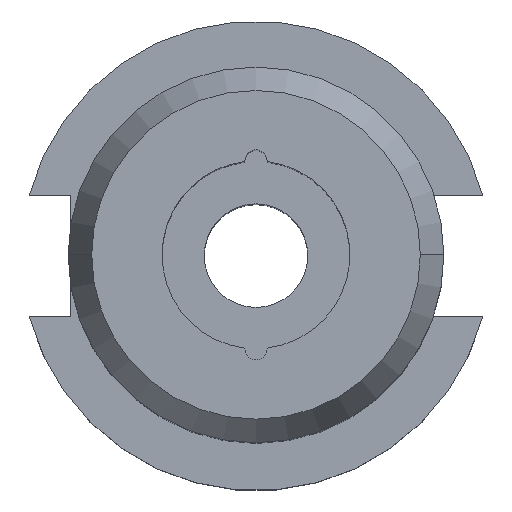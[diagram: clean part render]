
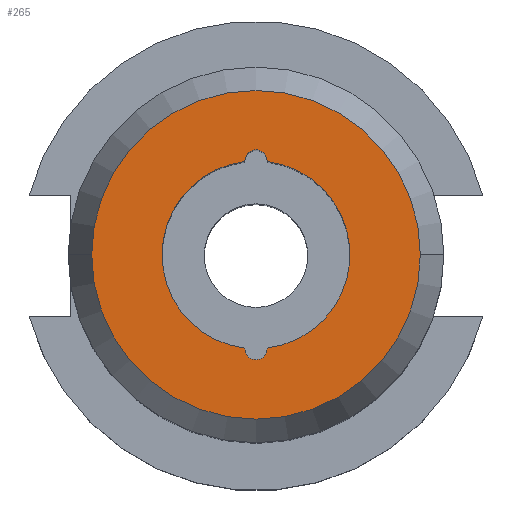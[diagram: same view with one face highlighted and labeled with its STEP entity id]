
A CAD part, top view. The second image highlights one B-rep face of the part: STEP entity #265.
In plain terms, the highlighted planar face has unit normal (0, 0, 1).
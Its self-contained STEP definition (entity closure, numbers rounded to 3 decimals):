
#6 = DIRECTION ( 'NONE',  ( 0., 0., 1. ) ) ;
#25 = ORIENTED_EDGE ( 'NONE', *, *, #1452, .F. ) ;
#40 = VERTEX_POINT ( 'NONE', #946 ) ;
#49 = CIRCLE ( 'NONE', #276, 1.5 ) ;
#64 = DIRECTION ( 'NONE',  ( 0., 0., -1. ) ) ;
#90 = VERTEX_POINT ( 'NONE', #803 ) ;
#111 = AXIS2_PLACEMENT_3D ( 'NONE', #423, #168, #304 ) ;
#137 = AXIS2_PLACEMENT_3D ( 'NONE', #552, #1553, #682 ) ;
#140 = PLANE ( 'NONE',  #1366 ) ;
#152 = DIRECTION ( 'NONE',  ( 0., 0., 1. ) ) ;
#168 = DIRECTION ( 'NONE',  ( 0., 0., 1. ) ) ;
#199 = EDGE_CURVE ( 'NONE', #1212, #90, #365, .T. ) ;
#202 = ORIENTED_EDGE ( 'NONE', *, *, #1092, .T. ) ;
#215 = CIRCLE ( 'NONE', #500, 1.5 ) ;
#228 = CARTESIAN_POINT ( 'NONE',  ( 1.5, 12.7, 101.6 ) ) ;
#264 = EDGE_CURVE ( 'NONE', #1620, #1331, #215, .T. ) ;
#265 = ADVANCED_FACE ( 'NONE', ( #702, #1014 ), #140, .F. ) ;
#276 = AXIS2_PLACEMENT_3D ( 'NONE', #1043, #1350, #624 ) ;
#304 = DIRECTION ( 'NONE',  ( 1., 0., 0. ) ) ;
#332 = VERTEX_POINT ( 'NONE', #1557 ) ;
#336 = DIRECTION ( 'NONE',  ( 0., 0., 1. ) ) ;
#347 = VERTEX_POINT ( 'NONE', #607 ) ;
#365 = CIRCLE ( 'NONE', #530, 12.7 ) ;
#383 = CIRCLE ( 'NONE', #137, 22.225 ) ;
#387 = CIRCLE ( 'NONE', #1528, 12.7 ) ;
#412 = EDGE_CURVE ( 'NONE', #40, #347, #1454, .T. ) ;
#423 = CARTESIAN_POINT ( 'NONE',  ( 0., -12.7, 101.6 ) ) ;
#424 = CARTESIAN_POINT ( 'NONE',  ( 0., 12.7, 101.6 ) ) ;
#462 = DIRECTION ( 'NONE',  ( 1., 0., 0. ) ) ;
#471 = CARTESIAN_POINT ( 'NONE',  ( 0., 0., 101.6 ) ) ;
#477 = DIRECTION ( 'NONE',  ( 0., 0., 1. ) ) ;
#486 = DIRECTION ( 'NONE',  ( -1., 0., 0. ) ) ;
#493 = DIRECTION ( 'NONE',  ( 1., 0., 0. ) ) ;
#500 = AXIS2_PLACEMENT_3D ( 'NONE', #424, #152, #1153 ) ;
#530 = AXIS2_PLACEMENT_3D ( 'NONE', #1080, #64, #1215 ) ;
#532 = CIRCLE ( 'NONE', #689, 22.225 ) ;
#552 = CARTESIAN_POINT ( 'NONE',  ( 0., 0., 101.6 ) ) ;
#569 = VERTEX_POINT ( 'NONE', #1242 ) ;
#607 = CARTESIAN_POINT ( 'NONE',  ( 1.497, -12.611, 101.6 ) ) ;
#624 = DIRECTION ( 'NONE',  ( 1., 0., 0. ) ) ;
#641 = EDGE_LOOP ( 'NONE', ( #202, #1070, #1756, #25, #1240, #661, #1386, #1465, #843 ) ) ;
#661 = ORIENTED_EDGE ( 'NONE', *, *, #199, .T. ) ;
#682 = DIRECTION ( 'NONE',  ( 1., 0., 0. ) ) ;
#686 = VERTEX_POINT ( 'NONE', #1424 ) ;
#689 = AXIS2_PLACEMENT_3D ( 'NONE', #471, #336, #493 ) ;
#702 = FACE_BOUND ( 'NONE', #641, .T. ) ;
#727 = EDGE_LOOP ( 'NONE', ( #1351, #1087 ) ) ;
#760 = CARTESIAN_POINT ( 'NONE',  ( 0., -12.7, 101.6 ) ) ;
#803 = CARTESIAN_POINT ( 'NONE',  ( -1.497, 12.611, 101.6 ) ) ;
#823 = DIRECTION ( 'NONE',  ( -1., 0., 0. ) ) ;
#824 = CIRCLE ( 'NONE', #1344, 1.5 ) ;
#843 = ORIENTED_EDGE ( 'NONE', *, *, #1426, .F. ) ;
#888 = DIRECTION ( 'NONE',  ( 1., 0., 0. ) ) ;
#909 = CARTESIAN_POINT ( 'NONE',  ( -12.7, 0., 101.6 ) ) ;
#946 = CARTESIAN_POINT ( 'NONE',  ( 1.5, -12.7, 101.6 ) ) ;
#950 = DIRECTION ( 'NONE',  ( 0., 0., -1. ) ) ;
#965 = CIRCLE ( 'NONE', #1554, 1.5 ) ;
#1014 = FACE_OUTER_BOUND ( 'NONE', #727, .T. ) ;
#1043 = CARTESIAN_POINT ( 'NONE',  ( 0., -12.7, 101.6 ) ) ;
#1070 = ORIENTED_EDGE ( 'NONE', *, *, #412, .F. ) ;
#1080 = CARTESIAN_POINT ( 'NONE',  ( 0., 0., 101.6 ) ) ;
#1085 = VERTEX_POINT ( 'NONE', #1383 ) ;
#1087 = ORIENTED_EDGE ( 'NONE', *, *, #1173, .T. ) ;
#1092 = EDGE_CURVE ( 'NONE', #686, #347, #387, .T. ) ;
#1093 = CARTESIAN_POINT ( 'NONE',  ( 0., 0., 101.6 ) ) ;
#1110 = DIRECTION ( 'NONE',  ( 0., 0., 1. ) ) ;
#1127 = DIRECTION ( 'NONE',  ( 1., 0., 0. ) ) ;
#1153 = DIRECTION ( 'NONE',  ( 1., 0., 0. ) ) ;
#1173 = EDGE_CURVE ( 'NONE', #1776, #569, #532, .T. ) ;
#1203 = CARTESIAN_POINT ( 'NONE',  ( 0., 0., 101.6 ) ) ;
#1212 = VERTEX_POINT ( 'NONE', #909 ) ;
#1215 = DIRECTION ( 'NONE',  ( -1., 0., 0. ) ) ;
#1240 = ORIENTED_EDGE ( 'NONE', *, *, #1284, .T. ) ;
#1242 = CARTESIAN_POINT ( 'NONE',  ( -22.225, 0., 101.6 ) ) ;
#1277 = CARTESIAN_POINT ( 'NONE',  ( 0., 22.225, 101.6 ) ) ;
#1284 = EDGE_CURVE ( 'NONE', #1085, #1212, #1513, .T. ) ;
#1330 = CARTESIAN_POINT ( 'NONE',  ( 0., 12.7, 101.6 ) ) ;
#1331 = VERTEX_POINT ( 'NONE', #1459 ) ;
#1344 = AXIS2_PLACEMENT_3D ( 'NONE', #1330, #6, #462 ) ;
#1350 = DIRECTION ( 'NONE',  ( 0., 0., 1. ) ) ;
#1351 = ORIENTED_EDGE ( 'NONE', *, *, #1796, .T. ) ;
#1366 = AXIS2_PLACEMENT_3D ( 'NONE', #1277, #1433, #823 ) ;
#1383 = CARTESIAN_POINT ( 'NONE',  ( -1.497, -12.611, 101.6 ) ) ;
#1386 = ORIENTED_EDGE ( 'NONE', *, *, #1775, .F. ) ;
#1401 = CARTESIAN_POINT ( 'NONE',  ( 0., 12.7, 101.6 ) ) ;
#1424 = CARTESIAN_POINT ( 'NONE',  ( 1.497, 12.611, 101.6 ) ) ;
#1426 = EDGE_CURVE ( 'NONE', #686, #1620, #824, .T. ) ;
#1433 = DIRECTION ( 'NONE',  ( 0., 0., -1. ) ) ;
#1452 = EDGE_CURVE ( 'NONE', #1085, #332, #1853, .T. ) ;
#1454 = CIRCLE ( 'NONE', #111, 1.5 ) ;
#1459 = CARTESIAN_POINT ( 'NONE',  ( -1.5, 12.7, 101.6 ) ) ;
#1465 = ORIENTED_EDGE ( 'NONE', *, *, #264, .F. ) ;
#1473 = EDGE_CURVE ( 'NONE', #332, #40, #49, .T. ) ;
#1513 = CIRCLE ( 'NONE', #1566, 12.7 ) ;
#1528 = AXIS2_PLACEMENT_3D ( 'NONE', #1093, #950, #1697 ) ;
#1553 = DIRECTION ( 'NONE',  ( 0., 0., 1. ) ) ;
#1554 = AXIS2_PLACEMENT_3D ( 'NONE', #1401, #1110, #1127 ) ;
#1557 = CARTESIAN_POINT ( 'NONE',  ( -1.5, -12.7, 101.6 ) ) ;
#1566 = AXIS2_PLACEMENT_3D ( 'NONE', #1203, #1637, #486 ) ;
#1605 = AXIS2_PLACEMENT_3D ( 'NONE', #760, #477, #888 ) ;
#1620 = VERTEX_POINT ( 'NONE', #228 ) ;
#1637 = DIRECTION ( 'NONE',  ( 0., 0., -1. ) ) ;
#1697 = DIRECTION ( 'NONE',  ( -1., 0., 0. ) ) ;
#1756 = ORIENTED_EDGE ( 'NONE', *, *, #1473, .F. ) ;
#1775 = EDGE_CURVE ( 'NONE', #1331, #90, #965, .T. ) ;
#1776 = VERTEX_POINT ( 'NONE', #1821 ) ;
#1796 = EDGE_CURVE ( 'NONE', #569, #1776, #383, .T. ) ;
#1821 = CARTESIAN_POINT ( 'NONE',  ( 22.225, 0., 101.6 ) ) ;
#1853 = CIRCLE ( 'NONE', #1605, 1.5 ) ;
